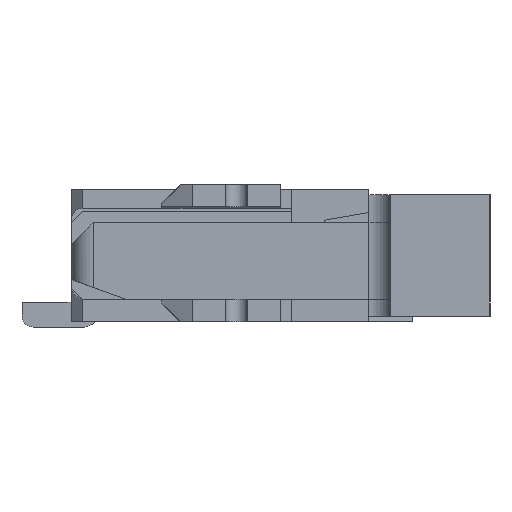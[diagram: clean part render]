
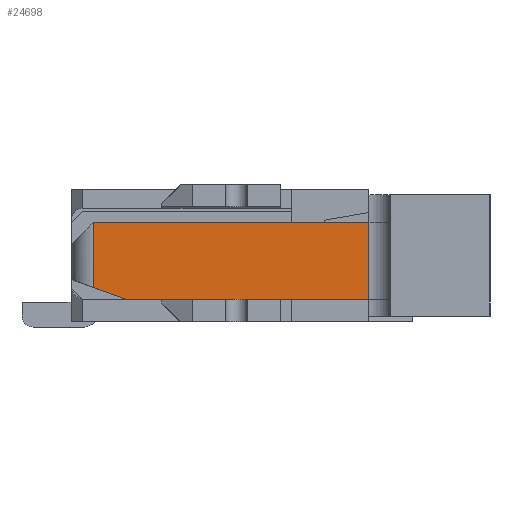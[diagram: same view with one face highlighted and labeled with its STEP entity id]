
A CAD part, left-side view. The second image highlights one B-rep face of the part: STEP entity #24698.
In plain terms, the highlighted planar face has unit normal (-1, 0, 0).
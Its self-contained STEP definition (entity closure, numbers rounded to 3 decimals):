
#7318=ORIENTED_EDGE('',*,*,#11333,.F.);
#7319=ORIENTED_EDGE('',*,*,#11343,.T.);
#7320=ORIENTED_EDGE('',*,*,#11344,.T.);
#7321=ORIENTED_EDGE('',*,*,#11342,.T.);
#7322=ORIENTED_EDGE('',*,*,#11345,.T.);
#11333=EDGE_CURVE('',#13829,#13830,#16991,.T.);
#11342=EDGE_CURVE('',#13833,#13835,#16998,.T.);
#11343=EDGE_CURVE('',#13829,#13836,#16999,.F.);
#11344=EDGE_CURVE('',#13836,#13833,#17000,.T.);
#11345=EDGE_CURVE('',#13835,#13830,#17001,.T.);
#13829=VERTEX_POINT('',#39314);
#13830=VERTEX_POINT('',#39316);
#13833=VERTEX_POINT('',#39327);
#13835=VERTEX_POINT('',#39331);
#13836=VERTEX_POINT('',#39335);
#16991=LINE('',#39315,#20196);
#16998=LINE('',#39332,#20203);
#16999=LINE('',#39334,#20204);
#17000=LINE('',#39336,#20205);
#17001=LINE('',#39337,#20206);
#20196=VECTOR('',#32105,1000.);
#20203=VECTOR('',#32120,1000.);
#20204=VECTOR('',#32123,1000.);
#20205=VECTOR('',#32124,1000.);
#20206=VECTOR('',#32125,1000.);
#21477=EDGE_LOOP('',(#7318,#7319,#7320,#7321,#7322));
#22622=FACE_BOUND('',#21477,.T.);
#23602=PLANE('',#26239);
#24698=ADVANCED_FACE('',(#22622),#23602,.F.);
#26239=AXIS2_PLACEMENT_3D('',#39333,#32121,#32122);
#32105=DIRECTION('',(0.,1.,0.));
#32120=DIRECTION('',(0.,1.,0.));
#32121=DIRECTION('',(1.,0.,0.));
#32122=DIRECTION('',(0.,0.,-1.));
#32123=DIRECTION('',(0.,0.,-1.));
#32124=DIRECTION('',(0.,0.94,0.342));
#32125=DIRECTION('',(0.,0.,-1.));
#39314=CARTESIAN_POINT('',(-10.65,-3.15,-0.3));
#39315=CARTESIAN_POINT('',(-10.65,-3.35,-0.3));
#39316=CARTESIAN_POINT('',(-10.65,-0.65,-0.3));
#39327=CARTESIAN_POINT('',(-10.65,-2.85,0.4));
#39331=CARTESIAN_POINT('',(-10.65,-0.65,0.4));
#39332=CARTESIAN_POINT('',(-10.65,-3.35,0.4));
#39333=CARTESIAN_POINT('',(-10.65,-3.35,0.4));
#39334=CARTESIAN_POINT('',(-10.65,-3.15,0.218));
#39335=CARTESIAN_POINT('',(-10.65,-3.15,0.291));
#39336=CARTESIAN_POINT('',(-10.65,-3.35,0.218));
#39337=CARTESIAN_POINT('',(-10.65,-0.65,0.4));
